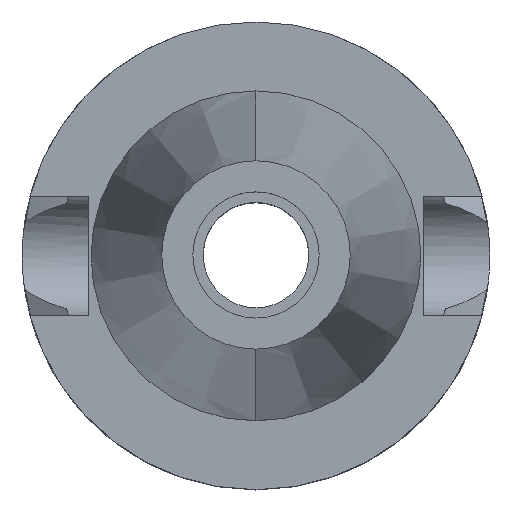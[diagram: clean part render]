
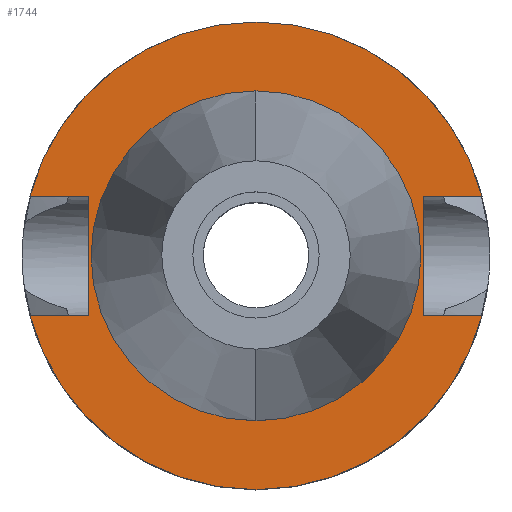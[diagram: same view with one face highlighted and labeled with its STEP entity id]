
A CAD part, top view. The second image highlights one B-rep face of the part: STEP entity #1744.
In plain terms, the highlighted planar face has unit normal (0, 0, 1).
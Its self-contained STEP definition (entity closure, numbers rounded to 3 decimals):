
#691=DIRECTION('',(1.,0.,0.));
#692=VECTOR('',#691,7.954);
#693=CARTESIAN_POINT('',(22.5,8.05,-1.));
#694=LINE('',#693,#692);
#738=DIRECTION('',(0.,1.,0.));
#739=VECTOR('',#738,16.1);
#740=CARTESIAN_POINT('',(-22.5,-8.05,-1.));
#741=LINE('',#740,#739);
#745=DIRECTION('',(-1.,0.,0.));
#746=VECTOR('',#745,7.954);
#747=CARTESIAN_POINT('',(-22.5,8.05,-1.));
#748=LINE('',#747,#746);
#752=CARTESIAN_POINT('',(0.,0.,-1.));
#753=DIRECTION('',(0.,0.,-1.));
#754=DIRECTION('',(-0.967,0.256,0.));
#755=AXIS2_PLACEMENT_3D('',#752,#753,#754);
#760=CARTESIAN_POINT('',(0.,0.,-1.));
#761=DIRECTION('',(0.,0.,-1.));
#762=DIRECTION('',(0.,1.,0.));
#763=AXIS2_PLACEMENT_3D('',#760,#761,#762);
#768=DIRECTION('',(0.,-1.,0.));
#769=VECTOR('',#768,16.1);
#770=CARTESIAN_POINT('',(22.5,8.05,-1.));
#771=LINE('',#770,#769);
#775=DIRECTION('',(1.,0.,0.));
#776=VECTOR('',#775,7.954);
#777=CARTESIAN_POINT('',(22.5,-8.05,-1.));
#778=LINE('',#777,#776);
#782=CARTESIAN_POINT('',(0.,0.,-1.));
#783=DIRECTION('',(0.,0.,-1.));
#784=DIRECTION('',(0.967,-0.256,0.));
#785=AXIS2_PLACEMENT_3D('',#782,#783,#784);
#790=CARTESIAN_POINT('',(0.,0.,-1.));
#791=DIRECTION('',(0.,0.,-1.));
#792=DIRECTION('',(0.,-1.,0.));
#793=AXIS2_PLACEMENT_3D('',#790,#791,#792);
#798=CARTESIAN_POINT('',(0.,0.,-1.));
#799=DIRECTION('',(0.,0.,1.));
#800=DIRECTION('',(0.,-1.,0.));
#801=AXIS2_PLACEMENT_3D('',#798,#799,#800);
#806=CARTESIAN_POINT('',(0.,0.,-1.));
#807=DIRECTION('',(0.,0.,1.));
#808=DIRECTION('',(0.,1.,0.));
#809=AXIS2_PLACEMENT_3D('',#806,#807,#808);
#844=DIRECTION('',(-1.,0.,0.));
#845=VECTOR('',#844,7.954);
#846=CARTESIAN_POINT('',(-22.5,-8.05,-1.));
#847=LINE('',#846,#845);
#1094=CARTESIAN_POINT('',(-22.5,-8.05,-1.));
#1095=VERTEX_POINT('',#1094);
#1096=CARTESIAN_POINT('',(-30.454,-8.05,-1.));
#1097=VERTEX_POINT('',#1096);
#1100=CARTESIAN_POINT('',(-22.5,8.05,-1.));
#1101=VERTEX_POINT('',#1100);
#1102=CARTESIAN_POINT('',(-30.454,8.05,-1.));
#1103=VERTEX_POINT('',#1102);
#1104=CARTESIAN_POINT('',(0.,31.5,-1.));
#1105=CARTESIAN_POINT('',(30.454,8.05,-1.));
#1106=VERTEX_POINT('',#1104);
#1107=VERTEX_POINT('',#1105);
#1108=CARTESIAN_POINT('',(22.5,8.05,-1.));
#1109=VERTEX_POINT('',#1108);
#1110=CARTESIAN_POINT('',(22.5,-8.05,-1.));
#1111=VERTEX_POINT('',#1110);
#1112=CARTESIAN_POINT('',(30.454,-8.05,-1.));
#1113=VERTEX_POINT('',#1112);
#1114=CARTESIAN_POINT('',(0.,-31.5,-1.));
#1115=VERTEX_POINT('',#1114);
#1116=CARTESIAN_POINT('',(0.,-22.225,-1.));
#1117=CARTESIAN_POINT('',(0.,22.225,-1.));
#1118=VERTEX_POINT('',#1116);
#1119=VERTEX_POINT('',#1117);
#1714=CARTESIAN_POINT('',(0.,0.,-1.));
#1715=DIRECTION('',(0.,0.,-1.));
#1716=DIRECTION('',(0.,-1.,0.));
#1717=AXIS2_PLACEMENT_3D('',#1714,#1715,#1716);
#1718=PLANE('',#1717);
#1720=ORIENTED_EDGE('',*,*,#1719,.T.);
#1721=ORIENTED_EDGE('',*,*,#1657,.T.);
#1723=ORIENTED_EDGE('',*,*,#1722,.T.);
#1725=ORIENTED_EDGE('',*,*,#1724,.T.);
#1726=ORIENTED_EDGE('',*,*,#1691,.F.);
#1727=ORIENTED_EDGE('',*,*,#1704,.T.);
#1729=ORIENTED_EDGE('',*,*,#1728,.T.);
#1731=ORIENTED_EDGE('',*,*,#1730,.T.);
#1733=ORIENTED_EDGE('',*,*,#1732,.T.);
#1735=ORIENTED_EDGE('',*,*,#1734,.F.);
#1736=EDGE_LOOP('',(#1720,#1721,#1723,#1725,#1726,#1727,#1729,#1731,#1733,
#1735));
#1737=FACE_OUTER_BOUND('',#1736,.F.);
#1739=ORIENTED_EDGE('',*,*,#1738,.T.);
#1741=ORIENTED_EDGE('',*,*,#1740,.T.);
#1742=EDGE_LOOP('',(#1739,#1741));
#1743=FACE_BOUND('',#1742,.F.);
#756=CIRCLE('',#755,31.5);
#764=CIRCLE('',#763,31.5);
#786=CIRCLE('',#785,31.5);
#794=CIRCLE('',#793,31.5);
#802=CIRCLE('',#801,22.225);
#810=CIRCLE('',#809,22.225);
#1657=EDGE_CURVE('',#1101,#1103,#748,.T.);
#1691=EDGE_CURVE('',#1109,#1107,#694,.T.);
#1704=EDGE_CURVE('',#1109,#1111,#771,.T.);
#1719=EDGE_CURVE('',#1095,#1101,#741,.T.);
#1722=EDGE_CURVE('',#1103,#1106,#756,.T.);
#1724=EDGE_CURVE('',#1106,#1107,#764,.T.);
#1728=EDGE_CURVE('',#1111,#1113,#778,.T.);
#1730=EDGE_CURVE('',#1113,#1115,#786,.T.);
#1732=EDGE_CURVE('',#1115,#1097,#794,.T.);
#1734=EDGE_CURVE('',#1095,#1097,#847,.T.);
#1738=EDGE_CURVE('',#1118,#1119,#802,.T.);
#1740=EDGE_CURVE('',#1119,#1118,#810,.T.);
#1744=ADVANCED_FACE('',(#1737,#1743),#1718,.F.);
